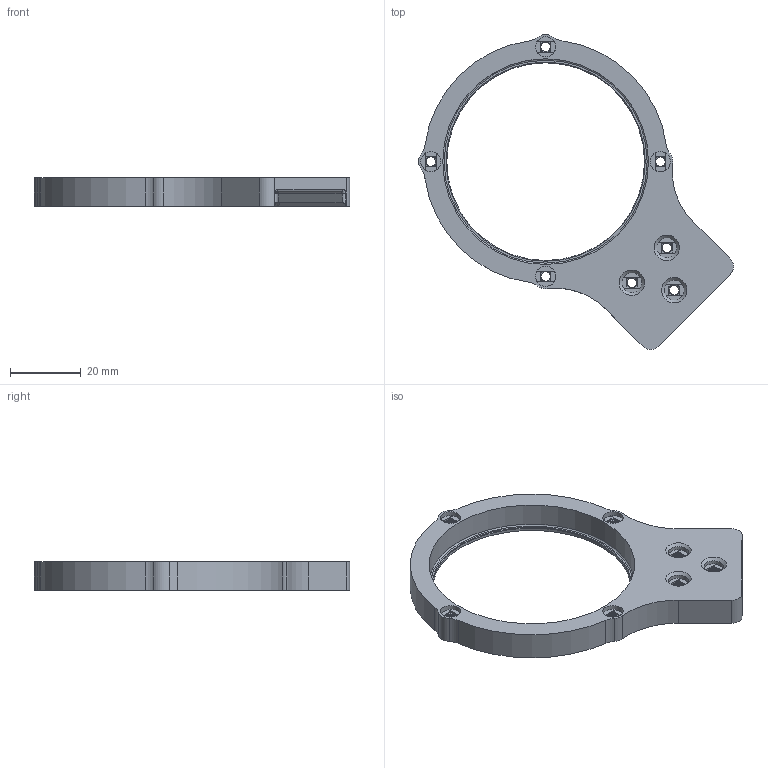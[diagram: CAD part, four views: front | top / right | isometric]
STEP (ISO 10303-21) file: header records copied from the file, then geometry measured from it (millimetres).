
FILE_DESCRIPTION(/* description */ (''),/* implementation_level */ '2;1');
FILE_NAME(/* name */ 'Top Ring.step',/* time_stamp */ '2025-06-19T23:51:04+02:00',/* author */ (''),/* organization */ (''),/* preprocessor_version */ 'ST-DEVELOPER v20.1',/* originating_system */ 'Autodesk Translation Framework v14.4.0.0',/* authorisation */ '');
FILE_SCHEMA (('AUTOMOTIVE_DESIGN { 1 0 10303 214 3 1 1 }'));
Length unit declared in the file: millimetre
Products named in the file (1): Leg Joint Gear v2
Bounding box: 89.19 x 89.19 x 8 mm (x, y, z)
Volume: 13400.7 mm3; surface area: 8840.2 mm2
Topology: 1 solids, 1 shells, 291 faces, 826 edges, 538 vertices
Faces by surface type: cylinder 163, plane 98, bspline 16, cone 10, torus 4
Full cylindrical faces by diameter (mm): 2.729 x40, 3.286 x44, 5.7 x7, 56 x1, 58.25 x1
Entity records: 21184 total; most frequent: CARTESIAN_POINT 14090, ORIENTED_EDGE 1652, DIRECTION 1228, EDGE_CURVE 826, VERTEX_POINT 538, AXIS2_PLACEMENT_3D 440, LINE 348, VECTOR 348
